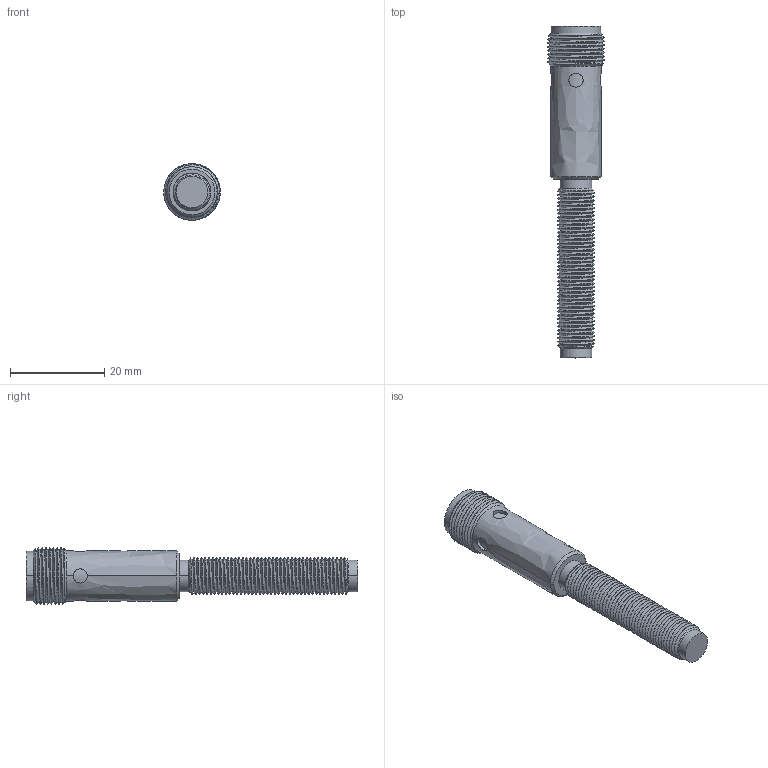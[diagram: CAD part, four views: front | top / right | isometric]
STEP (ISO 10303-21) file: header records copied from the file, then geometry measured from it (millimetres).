
FILE_DESCRIPTION( ('This file contains a STEP AP42 implementation' ,'as created by ZW3D STEP Interface translator.') ,'2;1' );
FILE_NAME( 'FCS1-0801X-XRU4.stp' ,'20 530. 85339', (''), ('ZWCAD Software Co.'), 'Version 1.0', 'ZW3D to STEP translator', '' );
FILE_SCHEMA(('AUTOMOTIVE_DESIGN'));
Length unit declared in the file: millimetre
Products named in the file (2): 0; FCS1-0801X-XRU4
Bounding box: 12 x 70.5 x 12 mm (x, y, z)
Volume: 4120.9 mm3; surface area: 3460.1 mm2
Topology: 1 solids, 1 shells, 192 faces, 540 edges, 351 vertices
Faces by surface type: bspline 192
Entity records: 16762 total; most frequent: CARTESIAN_POINT 13504, ORIENTED_EDGE 1064, EDGE_CURVE 532, B_SPLINE_CURVE_WITH_KNOTS 450, VERTEX_POINT 351, EDGE_LOOP 201, FACE_OUTER_BOUND 192, ADVANCED_FACE 192
